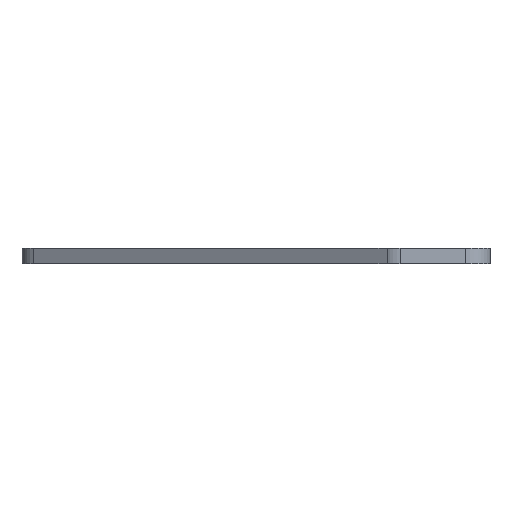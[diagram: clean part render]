
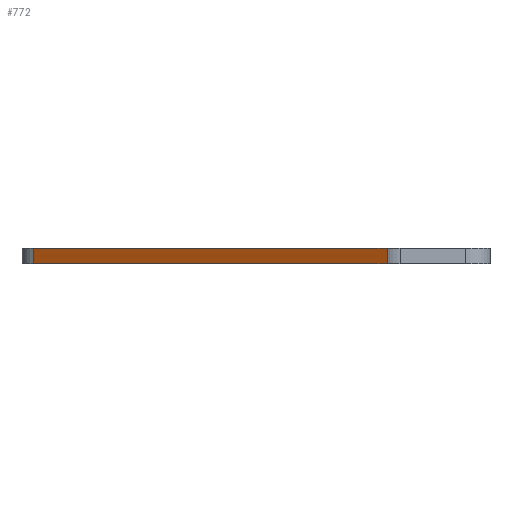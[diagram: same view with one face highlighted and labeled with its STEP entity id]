
A CAD part, front view. The second image highlights one B-rep face of the part: STEP entity #772.
In plain terms, the highlighted planar face has unit normal (-0.54, -0.842, 0).
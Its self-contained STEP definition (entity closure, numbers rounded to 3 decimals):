
#3 = DIRECTION ( 'NONE',  ( 0.842, -0.54, 0. ) ) ;
#20 = CARTESIAN_POINT ( 'NONE',  ( -27.267, -42.511, -1.587 ) ) ;
#35 = VERTEX_POINT ( 'NONE', #361 ) ;
#108 = CARTESIAN_POINT ( 'NONE',  ( -1.234, -59.209, 1.587 ) ) ;
#131 = VERTEX_POINT ( 'NONE', #1392 ) ;
#170 = AXIS2_PLACEMENT_3D ( 'NONE', #1349, #1245, #276 ) ;
#209 = ORIENTED_EDGE ( 'NONE', *, *, #1042, .T. ) ;
#246 = LINE ( 'NONE', #351, #1095 ) ;
#272 = PLANE ( 'NONE',  #170 ) ;
#276 = DIRECTION ( 'NONE',  ( -0.842, 0.54, 0. ) ) ;
#331 = ORIENTED_EDGE ( 'NONE', *, *, #1082, .T. ) ;
#351 = CARTESIAN_POINT ( 'NONE',  ( -27.267, -42.511, 1.587 ) ) ;
#361 = CARTESIAN_POINT ( 'NONE',  ( -1.234, -59.209, -1.587 ) ) ;
#436 = LINE ( 'NONE', #20, #1049 ) ;
#539 = DIRECTION ( 'NONE',  ( 0., 0., 1. ) ) ;
#665 = CARTESIAN_POINT ( 'NONE',  ( -74.199, -12.408, -1.587 ) ) ;
#772 = ADVANCED_FACE ( 'NONE', ( #926 ), #272, .F. ) ;
#850 = VECTOR ( 'NONE', #1094, 1000. ) ;
#869 = DIRECTION ( 'NONE',  ( 0.842, -0.54, 0. ) ) ;
#886 = CARTESIAN_POINT ( 'NONE',  ( -74.199, -12.408, 1.587 ) ) ;
#926 = FACE_OUTER_BOUND ( 'NONE', #1350, .T. ) ;
#943 = VERTEX_POINT ( 'NONE', #1156 ) ;
#1042 = EDGE_CURVE ( 'NONE', #943, #35, #436, .T. ) ;
#1049 = VECTOR ( 'NONE', #869, 1000. ) ;
#1081 = LINE ( 'NONE', #108, #1210 ) ;
#1082 = EDGE_CURVE ( 'NONE', #1374, #943, #1292, .T. ) ;
#1094 = DIRECTION ( 'NONE',  ( 0., 0., -1. ) ) ;
#1095 = VECTOR ( 'NONE', #3, 1000. ) ;
#1132 = ORIENTED_EDGE ( 'NONE', *, *, #1311, .F. ) ;
#1156 = CARTESIAN_POINT ( 'NONE',  ( -74.199, -12.408, -1.587 ) ) ;
#1210 = VECTOR ( 'NONE', #539, 1000. ) ;
#1245 = DIRECTION ( 'NONE',  ( 0.54, 0.842, 0. ) ) ;
#1292 = LINE ( 'NONE', #665, #850 ) ;
#1294 = ORIENTED_EDGE ( 'NONE', *, *, #1377, .T. ) ;
#1311 = EDGE_CURVE ( 'NONE', #1374, #131, #246, .T. ) ;
#1349 = CARTESIAN_POINT ( 'NONE',  ( -27.267, -42.511, 1.587 ) ) ;
#1350 = EDGE_LOOP ( 'NONE', ( #1132, #331, #209, #1294 ) ) ;
#1374 = VERTEX_POINT ( 'NONE', #886 ) ;
#1377 = EDGE_CURVE ( 'NONE', #35, #131, #1081, .T. ) ;
#1392 = CARTESIAN_POINT ( 'NONE',  ( -1.234, -59.209, 1.587 ) ) ;
